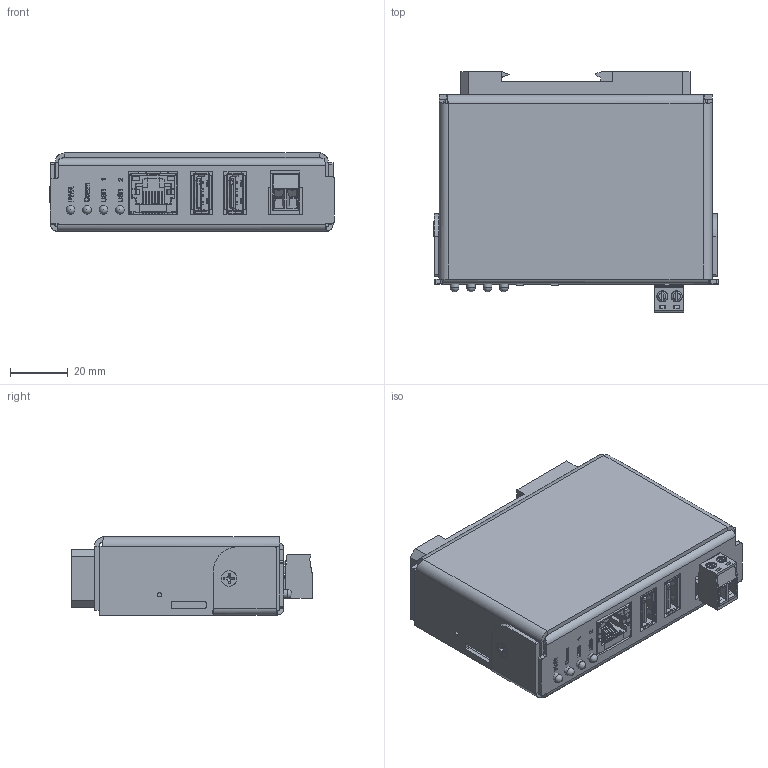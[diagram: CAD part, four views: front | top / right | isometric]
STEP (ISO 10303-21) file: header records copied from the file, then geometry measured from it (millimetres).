
FILE_DESCRIPTION(/* description */ (''),/* implementation_level */ '2;1');
FILE_NAME(/* name */ 'NNAU.step',/* time_stamp */ '2020-06-17T14:06:56-05:00',/* author */ (''),/* organization */ (''),/* preprocessor_version */ 'ST-DEVELOPER v18.1',/* originating_system */ 'Autodesk Translation Framework v9.3.0.1241',/* authorisation */ '');
FILE_SCHEMA (('AUTOMOTIVE_DESIGN { 1 0 10303 214 3 1 1 }'));
Products named in the file (13): 435USB-NNAU-D; Component1; BlueLid v1; 3mmLED; Right Angle USB 2.0; OSTTJ027150; Rj45 Inverted Plastic Modified; z_cp_1698; original; clip; spring clip; spring; 91771A106
Assembly tree (19 placements, depth 4):
  435USB-NNAU-D
    Component1
      91771A106  x2
    BlueLid v1
    3mmLED  x4
    Right Angle USB 2.0  x2
    OSTTJ027150
    Rj45 Inverted Plastic Modified
    z_cp_1698
      original
        clip
        spring clip
        spring
    91771A106  x2
Bounding box: 98.65 x 83.56 x 27.11 mm (x, y, z)
Volume: 48083.6 mm3; surface area: 63858.8 mm2
Topology: 17 solids, 19 shells, 3225 faces, 8706 edges, 5403 vertices
Faces by surface type: plane 2193, cylinder 580, bspline 372, cone 65, torus 8, sphere 7
Full cylindrical faces by diameter (mm): 1.42 x1, 1.6 x2, 1.986 x20, 2.286 x4, 2.3 x4, 2.5 x4, 2.845 x28, 3 x16, 3.048 x4, 3.8 x2, 3.85 x4, 4 x6, 9 x2
Entity records: 96939 total; most frequent: CARTESIAN_POINT 33492, ORIENTED_EDGE 14010, DIRECTION 11483, EDGE_CURVE 7005, LINE 5145, VECTOR 5145, VERTEX_POINT 4437, AXIS2_PLACEMENT_3D 3169
